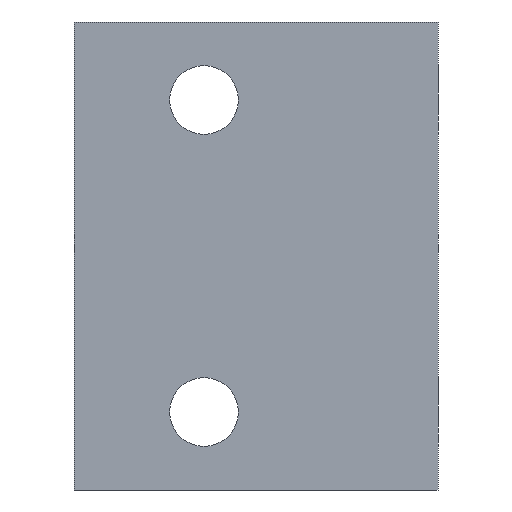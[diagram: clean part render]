
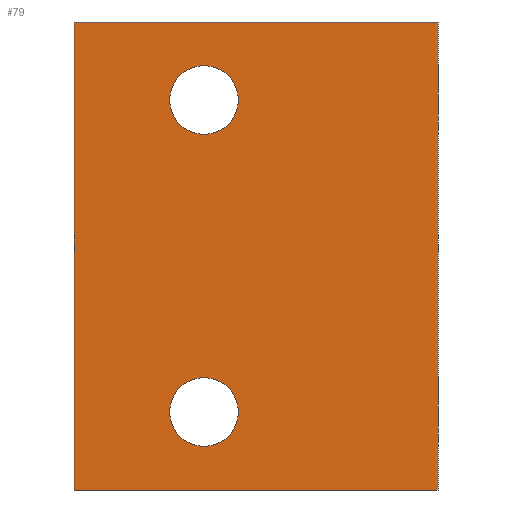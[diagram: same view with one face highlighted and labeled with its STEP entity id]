
A CAD part, left-side view. The second image highlights one B-rep face of the part: STEP entity #79.
In plain terms, the highlighted planar face has unit normal (-1, 0, 0).
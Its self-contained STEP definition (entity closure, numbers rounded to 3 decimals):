
#79 = ADVANCED_FACE( '', ( #100, #101, #102 ), #103, .F. );
#100 = FACE_BOUND( '', #136, .T. );
#101 = FACE_BOUND( '', #137, .T. );
#102 = FACE_OUTER_BOUND( '', #138, .T. );
#103 = PLANE( '', #139 );
#136 = EDGE_LOOP( '', ( #194 ) );
#137 = EDGE_LOOP( '', ( #195 ) );
#138 = EDGE_LOOP( '', ( #196, #197, #198, #199 ) );
#139 = AXIS2_PLACEMENT_3D( '', #200, #201, #202 );
#194 = ORIENTED_EDGE( '', *, *, #265, .T. );
#195 = ORIENTED_EDGE( '', *, *, #266, .T. );
#196 = ORIENTED_EDGE( '', *, *, #267, .T. );
#197 = ORIENTED_EDGE( '', *, *, #268, .F. );
#198 = ORIENTED_EDGE( '', *, *, #255, .F. );
#199 = ORIENTED_EDGE( '', *, *, #264, .T. );
#200 = CARTESIAN_POINT( '', ( 0., 35., 22.5 ) );
#201 = DIRECTION( '', ( 1., 0., 0. ) );
#202 = DIRECTION( '', ( 0., 0., -1. ) );
#255 = EDGE_CURVE( '', #286, #288, #289, .T. );
#264 = EDGE_CURVE( '', #286, #302, #304, .T. );
#265 = EDGE_CURVE( '', #305, #305, #306, .T. );
#266 = EDGE_CURVE( '', #307, #307, #308, .T. );
#267 = EDGE_CURVE( '', #302, #309, #310, .T. );
#268 = EDGE_CURVE( '', #288, #309, #311, .T. );
#286 = VERTEX_POINT( '', #336 );
#288 = VERTEX_POINT( '', #339 );
#289 = LINE( '', #340, #341 );
#302 = VERTEX_POINT( '', #359 );
#304 = LINE( '', #362, #363 );
#305 = VERTEX_POINT( '', #364 );
#306 = CIRCLE( '', #365, 3.3 );
#307 = VERTEX_POINT( '', #366 );
#308 = CIRCLE( '', #367, 3.3 );
#309 = VERTEX_POINT( '', #368 );
#310 = LINE( '', #369, #370 );
#311 = LINE( '', #371, #372 );
#336 = CARTESIAN_POINT( '', ( 0., 35., 22.5 ) );
#339 = CARTESIAN_POINT( '', ( 0., 0., 22.5 ) );
#340 = CARTESIAN_POINT( '', ( 0., 35., 22.5 ) );
#341 = VECTOR( '', #395, 1000. );
#359 = CARTESIAN_POINT( '', ( 0., 35., -22.5 ) );
#362 = CARTESIAN_POINT( '', ( 0., 35., 22.5 ) );
#363 = VECTOR( '', #408, 1000. );
#364 = CARTESIAN_POINT( '', ( 0., 22.5, 11.7 ) );
#365 = AXIS2_PLACEMENT_3D( '', #409, #410, #411 );
#366 = CARTESIAN_POINT( '', ( 0., 22.5, -18.3 ) );
#367 = AXIS2_PLACEMENT_3D( '', #412, #413, #414 );
#368 = CARTESIAN_POINT( '', ( 0., 0., -22.5 ) );
#369 = CARTESIAN_POINT( '', ( 0., 35., -22.5 ) );
#370 = VECTOR( '', #415, 1000. );
#371 = CARTESIAN_POINT( '', ( 0., 0., 22.5 ) );
#372 = VECTOR( '', #416, 1000. );
#395 = DIRECTION( '', ( 0., -1., 0. ) );
#408 = DIRECTION( '', ( 0., 0., -1. ) );
#409 = CARTESIAN_POINT( '', ( 0., 22.5, 15. ) );
#410 = DIRECTION( '', ( 1., 0., 0. ) );
#411 = DIRECTION( '', ( 0., 0., -1. ) );
#412 = CARTESIAN_POINT( '', ( 0., 22.5, -15. ) );
#413 = DIRECTION( '', ( 1., 0., 0. ) );
#414 = DIRECTION( '', ( 0., 0., -1. ) );
#415 = DIRECTION( '', ( 0., -1., 0. ) );
#416 = DIRECTION( '', ( 0., 0., -1. ) );
